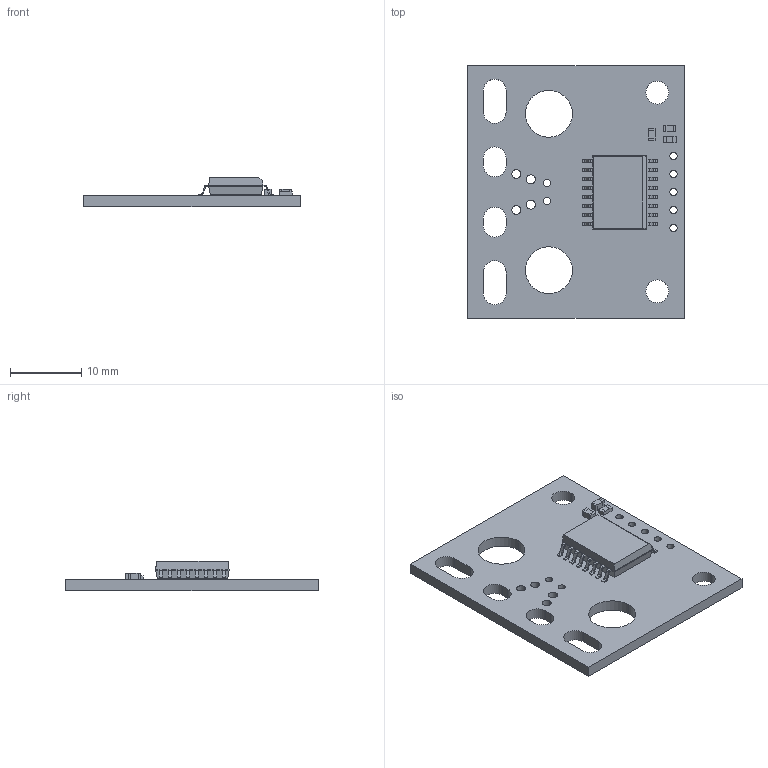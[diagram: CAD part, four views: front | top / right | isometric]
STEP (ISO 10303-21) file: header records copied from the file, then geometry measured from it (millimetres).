
FILE_DESCRIPTION (( 'STEP AP214' ), '1' );
FILE_NAME ('cs07c-for-step.step', '2024-07-18T23:30:31', ( '' ), ( '' ), 'SwSTEP 2.0', 'SolidWorks 2023', '' );
FILE_SCHEMA (( 'AUTOMOTIVE_DESIGN' ));
Length unit declared in the file: millimetre
Products named in the file (1): cs07c-for-step
Bounding box: 30.48 x 35.56 x 4.19 mm (x, y, z)
Volume: 1656.2 mm3; surface area: 2603.4 mm2
Topology: 1 solids, 1 shells, 338 faces, 961 edges, 614 vertices
Faces by surface type: plane 220, cylinder 118
Entity records: 14770 total; most frequent: CARTESIAN_POINT 1950, ORIENTED_EDGE 1922, DIRECTION 1863, EDGE_CURVE 961, LINE 713, VECTOR 713, VERTEX_POINT 614, AXIS2_PLACEMENT_3D 575
